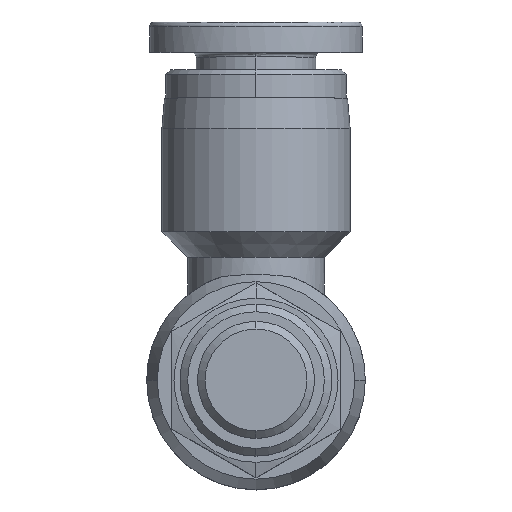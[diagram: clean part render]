
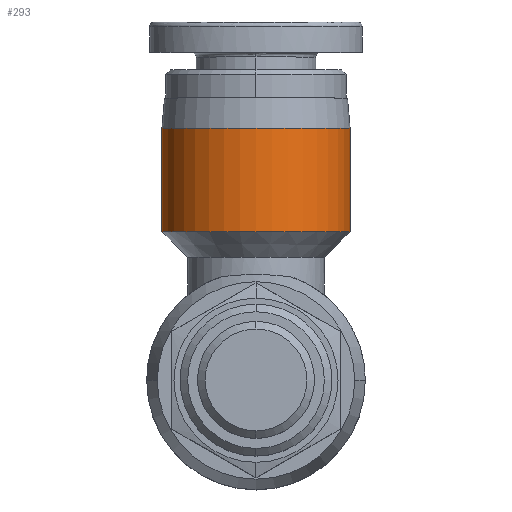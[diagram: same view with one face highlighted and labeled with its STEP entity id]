
A CAD part, top view. The second image highlights one B-rep face of the part: STEP entity #293.
In plain terms, the highlighted cylindrical face has radius 6.2 mm (diameter 12.4 mm), a partial arc.
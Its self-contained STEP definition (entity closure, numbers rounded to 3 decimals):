
#235=CARTESIAN_POINT('',(6.2,9.8,1.75));
#236=VERTEX_POINT('',#235);
#243=CARTESIAN_POINT('',(-6.2,9.8,1.75));
#244=VERTEX_POINT('',#243);
#245=CARTESIAN_POINT('',(0.,9.8,1.75));
#246=DIRECTION('',(0.0,-1.0,0.0));
#247=DIRECTION('',(1.0,0.0,0.0));
#248=AXIS2_PLACEMENT_3D('',#245,#246,#247);
#249=CIRCLE('',#248,6.2);
#250=EDGE_CURVE('',#236,#244,#249,.T.);
#262=CARTESIAN_POINT('',(0.,9.8,1.75));
#263=DIRECTION('',(0.0,1.0,0.));
#264=DIRECTION('',(1.0,0.0,0.0));
#265=AXIS2_PLACEMENT_3D('',#262,#263,#264);
#266=CYLINDRICAL_SURFACE('',#265,6.2);
#267=CARTESIAN_POINT('',(6.2,16.6,1.75));
#268=VERTEX_POINT('',#267);
#269=CARTESIAN_POINT('',(6.2,16.6,1.75));
#270=DIRECTION('',(0.0,-1.0,0.0));
#271=VECTOR('',#270,6.8);
#272=LINE('',#269,#271);
#273=EDGE_CURVE('',#268,#236,#272,.T.);
#274=ORIENTED_EDGE('',*,*,#273,.F.);
#275=CARTESIAN_POINT('',(-6.2,16.6,1.75));
#276=VERTEX_POINT('',#275);
#277=CARTESIAN_POINT('',(0.,16.6,1.75));
#278=DIRECTION('',(0.0,1.0,0.0));
#279=DIRECTION('',(-1.0,0.0,0.0));
#280=AXIS2_PLACEMENT_3D('',#277,#278,#279);
#281=CIRCLE('',#280,6.2);
#282=EDGE_CURVE('',#276,#268,#281,.T.);
#283=ORIENTED_EDGE('',*,*,#282,.F.);
#284=CARTESIAN_POINT('',(-6.2,16.6,1.75));
#285=DIRECTION('',(0.0,-1.0,0.0));
#286=VECTOR('',#285,6.8);
#287=LINE('',#284,#286);
#288=EDGE_CURVE('',#276,#244,#287,.T.);
#289=ORIENTED_EDGE('',*,*,#288,.T.);
#290=ORIENTED_EDGE('',*,*,#250,.F.);
#291=EDGE_LOOP('',(#274,#283,#289,#290));
#292=FACE_OUTER_BOUND('',#291,.T.);
#293=ADVANCED_FACE('',(#292),#266,.T.);
